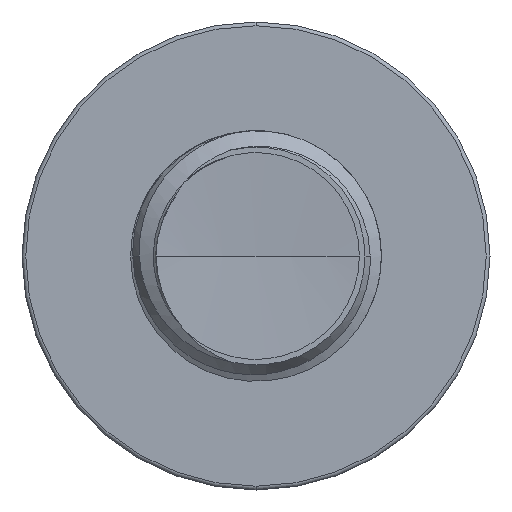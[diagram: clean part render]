
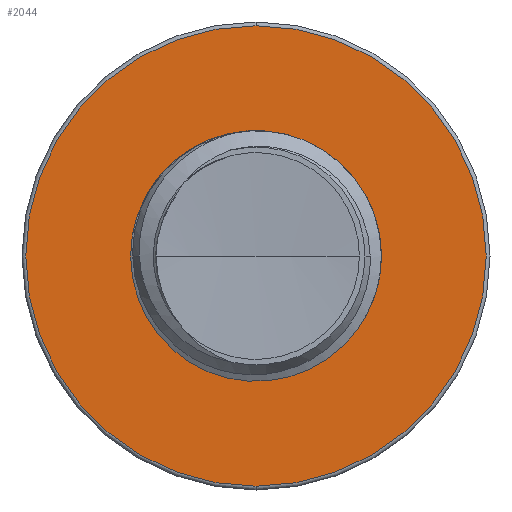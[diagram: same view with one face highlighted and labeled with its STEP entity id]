
A CAD part, front view. The second image highlights one B-rep face of the part: STEP entity #2044.
In plain terms, the highlighted planar face has unit normal (0, -1, 0).
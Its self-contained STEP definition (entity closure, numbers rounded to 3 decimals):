
#656 = CIRCLE ( 'NONE', #15767, 1.436 ) ;
#816 = DIRECTION ( 'NONE',  ( 0., -1., 0. ) ) ;
#1841 = EDGE_CURVE ( 'NONE', #8994, #14637, #656, .T. ) ;
#1846 = AXIS2_PLACEMENT_3D ( 'NONE', #13127, #13071, #13057 ) ;
#2044 = ADVANCED_FACE ( 'NONE', ( #17095, #7387 ), #13091, .T. ) ;
#3581 = EDGE_CURVE ( 'NONE', #5267, #9881, #13147, .T. ) ;
#3777 = ORIENTED_EDGE ( 'NONE', *, *, #3581, .T. ) ;
#4010 = CARTESIAN_POINT ( 'NONE',  ( 0., 3.5, 0. ) ) ;
#5088 = ORIENTED_EDGE ( 'NONE', *, *, #12810, .F. ) ;
#5144 = AXIS2_PLACEMENT_3D ( 'NONE', #4010, #13408, #5386 ) ;
#5267 = VERTEX_POINT ( 'NONE', #11687 ) ;
#5386 = DIRECTION ( 'NONE',  ( 0., 0., -1. ) ) ;
#6650 = CIRCLE ( 'NONE', #12433, 2.755 ) ;
#7247 = CARTESIAN_POINT ( 'NONE',  ( 0., 3.5, 0. ) ) ;
#7387 = FACE_BOUND ( 'NONE', #13444, .T. ) ;
#7460 = CARTESIAN_POINT ( 'NONE',  ( 0., 3.5, 0. ) ) ;
#8161 = ORIENTED_EDGE ( 'NONE', *, *, #1841, .F. ) ;
#8310 = ORIENTED_EDGE ( 'NONE', *, *, #10909, .T. ) ;
#8643 = DIRECTION ( 'NONE',  ( 0., 0., -1. ) ) ;
#8868 = CARTESIAN_POINT ( 'NONE',  ( 0., 3.5, 1.436 ) ) ;
#8994 = VERTEX_POINT ( 'NONE', #11104 ) ;
#9142 = CARTESIAN_POINT ( 'NONE',  ( 0., 3.5, 0. ) ) ;
#9714 = CIRCLE ( 'NONE', #10963, 1.436 ) ;
#9881 = VERTEX_POINT ( 'NONE', #15543 ) ;
#10503 = DIRECTION ( 'NONE',  ( 0., 0., -1. ) ) ;
#10909 = EDGE_CURVE ( 'NONE', #9881, #5267, #6650, .T. ) ;
#10963 = AXIS2_PLACEMENT_3D ( 'NONE', #7247, #16233, #8643 ) ;
#11023 = DIRECTION ( 'NONE',  ( 0., 0., -1. ) ) ;
#11104 = CARTESIAN_POINT ( 'NONE',  ( 0., 3.5, -1.436 ) ) ;
#11255 = DIRECTION ( 'NONE',  ( 0., -1., 0. ) ) ;
#11687 = CARTESIAN_POINT ( 'NONE',  ( 0., 3.5, -2.755 ) ) ;
#12433 = AXIS2_PLACEMENT_3D ( 'NONE', #9142, #816, #10503 ) ;
#12810 = EDGE_CURVE ( 'NONE', #14637, #8994, #9714, .T. ) ;
#13057 = DIRECTION ( 'NONE',  ( 0., 0., -1. ) ) ;
#13071 = DIRECTION ( 'NONE',  ( 0., -1., 0. ) ) ;
#13091 = PLANE ( 'NONE',  #1846 ) ;
#13127 = CARTESIAN_POINT ( 'NONE',  ( 0., 3.5, 1.436 ) ) ;
#13147 = CIRCLE ( 'NONE', #5144, 2.755 ) ;
#13408 = DIRECTION ( 'NONE',  ( 0., -1., 0. ) ) ;
#13444 = EDGE_LOOP ( 'NONE', ( #8161, #5088 ) ) ;
#14637 = VERTEX_POINT ( 'NONE', #8868 ) ;
#15389 = EDGE_LOOP ( 'NONE', ( #3777, #8310 ) ) ;
#15543 = CARTESIAN_POINT ( 'NONE',  ( 0., 3.5, 2.755 ) ) ;
#15767 = AXIS2_PLACEMENT_3D ( 'NONE', #7460, #11255, #11023 ) ;
#16233 = DIRECTION ( 'NONE',  ( 0., -1., 0. ) ) ;
#17095 = FACE_OUTER_BOUND ( 'NONE', #15389, .T. ) ;
